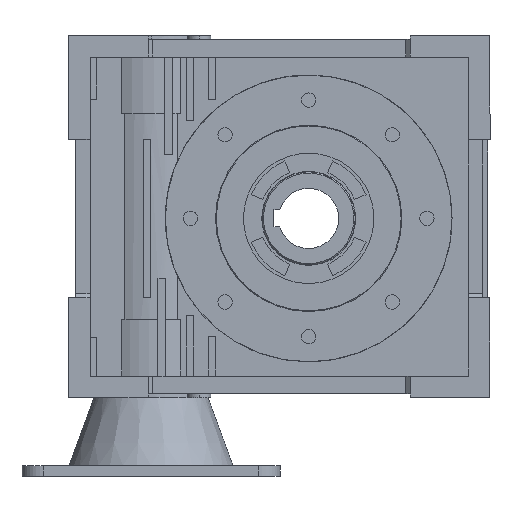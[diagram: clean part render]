
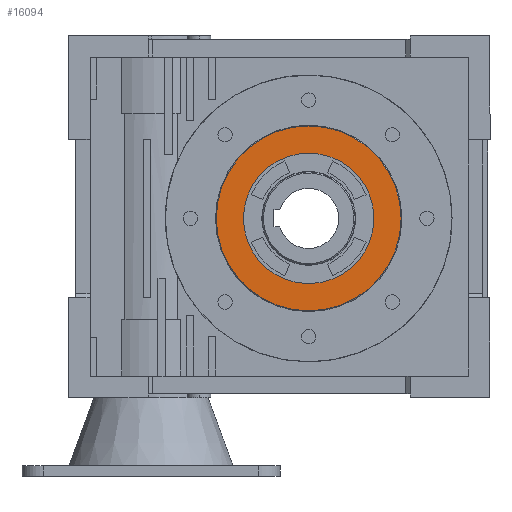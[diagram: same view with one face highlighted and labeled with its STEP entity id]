
A CAD part, left-side view. The second image highlights one B-rep face of the part: STEP entity #16094.
In plain terms, the highlighted planar face has unit normal (-1, 0, 0).
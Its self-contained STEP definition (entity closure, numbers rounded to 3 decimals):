
#687 = CARTESIAN_POINT ( 'NONE',  ( -77.5, 0., 0. ) ) ;
#865 = AXIS2_PLACEMENT_3D ( 'NONE', #13590, #15386, #8235 ) ;
#1026 = PLANE ( 'NONE',  #15424 ) ;
#1770 = DIRECTION ( 'NONE',  ( 1., 0., 0. ) ) ;
#1847 = CARTESIAN_POINT ( 'NONE',  ( -77.5, 0., 0. ) ) ;
#2655 = VERTEX_POINT ( 'NONE', #18236 ) ;
#3149 = DIRECTION ( 'NONE',  ( -1., 0., 0. ) ) ;
#4275 = CARTESIAN_POINT ( 'NONE',  ( -77.5, 0., -64.5 ) ) ;
#4345 = CIRCLE ( 'NONE', #7591, 45.5 ) ;
#5198 = EDGE_CURVE ( 'NONE', #21274, #2655, #4345, .T. ) ;
#5212 = EDGE_CURVE ( 'NONE', #20708, #12277, #9917, .T. ) ;
#7139 = DIRECTION ( 'NONE',  ( 0., 0., -1. ) ) ;
#7591 = AXIS2_PLACEMENT_3D ( 'NONE', #687, #10185, #17098 ) ;
#8235 = DIRECTION ( 'NONE',  ( 0., 0., 1. ) ) ;
#9273 = ORIENTED_EDGE ( 'NONE', *, *, #5198, .T. ) ;
#9772 = CARTESIAN_POINT ( 'NONE',  ( -77.5, 0., 0. ) ) ;
#9890 = ORIENTED_EDGE ( 'NONE', *, *, #22622, .T. ) ;
#9917 = CIRCLE ( 'NONE', #865, 64.5 ) ;
#10185 = DIRECTION ( 'NONE',  ( 1., 0., 0. ) ) ;
#11109 = CIRCLE ( 'NONE', #12868, 64.5 ) ;
#11221 = EDGE_LOOP ( 'NONE', ( #16246, #12177 ) ) ;
#12177 = ORIENTED_EDGE ( 'NONE', *, *, #15456, .T. ) ;
#12277 = VERTEX_POINT ( 'NONE', #19295 ) ;
#12416 = AXIS2_PLACEMENT_3D ( 'NONE', #1847, #1770, #7139 ) ;
#12868 = AXIS2_PLACEMENT_3D ( 'NONE', #9772, #18522, #15282 ) ;
#13590 = CARTESIAN_POINT ( 'NONE',  ( -77.5, 0., 0. ) ) ;
#14219 = CIRCLE ( 'NONE', #12416, 45.5 ) ;
#15282 = DIRECTION ( 'NONE',  ( 0., 0., 1. ) ) ;
#15386 = DIRECTION ( 'NONE',  ( -1., 0., 0. ) ) ;
#15424 = AXIS2_PLACEMENT_3D ( 'NONE', #17144, #3149, #22550 ) ;
#15456 = EDGE_CURVE ( 'NONE', #12277, #20708, #11109, .T. ) ;
#15694 = CARTESIAN_POINT ( 'NONE',  ( -77.5, 0., 45.5 ) ) ;
#16094 = ADVANCED_FACE ( 'NONE', ( #19998, #18050 ), #1026, .T. ) ;
#16246 = ORIENTED_EDGE ( 'NONE', *, *, #5212, .T. ) ;
#16417 = EDGE_LOOP ( 'NONE', ( #9273, #9890 ) ) ;
#17098 = DIRECTION ( 'NONE',  ( 0., 0., -1. ) ) ;
#17144 = CARTESIAN_POINT ( 'NONE',  ( -77.5, 0., 0. ) ) ;
#18050 = FACE_BOUND ( 'NONE', #16417, .T. ) ;
#18236 = CARTESIAN_POINT ( 'NONE',  ( -77.5, 0., -45.5 ) ) ;
#18522 = DIRECTION ( 'NONE',  ( -1., 0., 0. ) ) ;
#19295 = CARTESIAN_POINT ( 'NONE',  ( -77.5, 0., 64.5 ) ) ;
#19998 = FACE_OUTER_BOUND ( 'NONE', #11221, .T. ) ;
#20708 = VERTEX_POINT ( 'NONE', #4275 ) ;
#21274 = VERTEX_POINT ( 'NONE', #15694 ) ;
#22550 = DIRECTION ( 'NONE',  ( 0., 0., -1. ) ) ;
#22622 = EDGE_CURVE ( 'NONE', #2655, #21274, #14219, .T. ) ;
